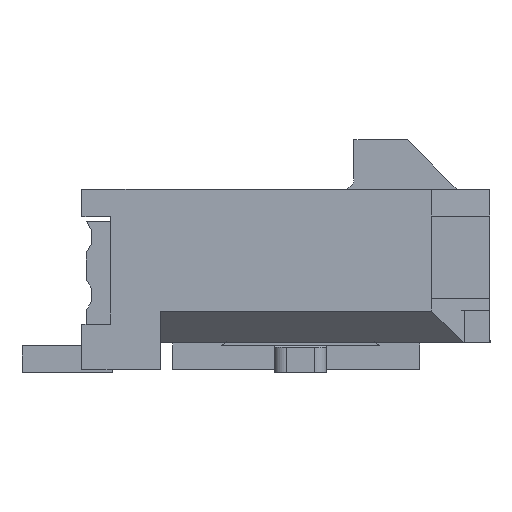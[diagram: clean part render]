
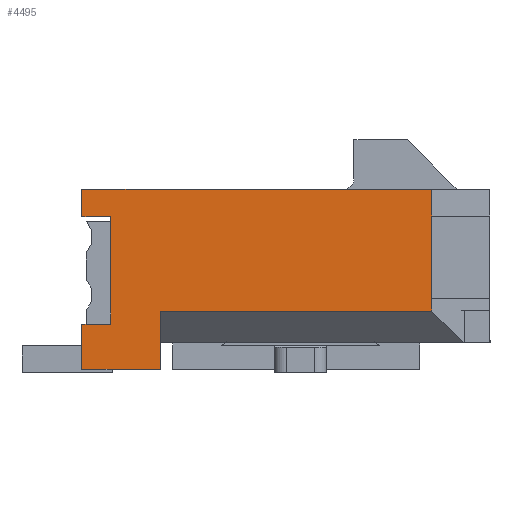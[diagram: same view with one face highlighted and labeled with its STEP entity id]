
A CAD part, left-side view. The second image highlights one B-rep face of the part: STEP entity #4495.
In plain terms, the highlighted planar face has unit normal (-1, 0, 0).
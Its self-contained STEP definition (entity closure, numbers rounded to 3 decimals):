
#506=ORIENTED_EDGE('',*,*,#1728,.T.);
#507=ORIENTED_EDGE('',*,*,#1729,.T.);
#508=ORIENTED_EDGE('',*,*,#1721,.T.);
#509=ORIENTED_EDGE('',*,*,#1730,.T.);
#510=ORIENTED_EDGE('',*,*,#1731,.F.);
#511=ORIENTED_EDGE('',*,*,#1732,.T.);
#512=ORIENTED_EDGE('',*,*,#1733,.F.);
#513=ORIENTED_EDGE('',*,*,#1734,.F.);
#514=ORIENTED_EDGE('',*,*,#1735,.F.);
#515=ORIENTED_EDGE('',*,*,#1455,.T.);
#516=ORIENTED_EDGE('',*,*,#1727,.T.);
#517=ORIENTED_EDGE('',*,*,#1736,.T.);
#1455=EDGE_CURVE('',#2105,#2104,#2528,.T.);
#1721=EDGE_CURVE('',#2310,#2311,#2794,.T.);
#1727=EDGE_CURVE('',#2104,#2315,#2800,.T.);
#1728=EDGE_CURVE('',#2316,#2317,#2801,.T.);
#1729=EDGE_CURVE('',#2317,#2310,#2802,.T.);
#1730=EDGE_CURVE('',#2311,#2318,#2803,.T.);
#1731=EDGE_CURVE('',#2319,#2318,#2804,.T.);
#1732=EDGE_CURVE('',#2319,#2320,#2805,.T.);
#1733=EDGE_CURVE('',#2321,#2320,#2806,.T.);
#1734=EDGE_CURVE('',#2322,#2321,#2807,.T.);
#1735=EDGE_CURVE('',#2105,#2322,#2808,.T.);
#1736=EDGE_CURVE('',#2315,#2316,#2809,.T.);
#2104=VERTEX_POINT('',#6464);
#2105=VERTEX_POINT('',#6466);
#2310=VERTEX_POINT('',#6985);
#2311=VERTEX_POINT('',#6986);
#2315=VERTEX_POINT('',#6996);
#2316=VERTEX_POINT('',#7000);
#2317=VERTEX_POINT('',#7001);
#2318=VERTEX_POINT('',#7004);
#2319=VERTEX_POINT('',#7006);
#2320=VERTEX_POINT('',#7008);
#2321=VERTEX_POINT('',#7010);
#2322=VERTEX_POINT('',#7012);
#2528=LINE('',#6465,#3163);
#2794=LINE('',#6984,#3429);
#2800=LINE('',#6997,#3435);
#2801=LINE('',#6999,#3436);
#2802=LINE('',#7002,#3437);
#2803=LINE('',#7003,#3438);
#2804=LINE('',#7005,#3439);
#2805=LINE('',#7007,#3440);
#2806=LINE('',#7009,#3441);
#2807=LINE('',#7011,#3442);
#2808=LINE('',#7013,#3443);
#2809=LINE('',#7014,#3444);
#3163=VECTOR('',#5257,1000.);
#3429=VECTOR('',#5619,1000.);
#3435=VECTOR('',#5627,1000.);
#3436=VECTOR('',#5630,1000.);
#3437=VECTOR('',#5631,1000.);
#3438=VECTOR('',#5632,1000.);
#3439=VECTOR('',#5633,1000.);
#3440=VECTOR('',#5634,1000.);
#3441=VECTOR('',#5635,1000.);
#3442=VECTOR('',#5636,1000.);
#3443=VECTOR('',#5637,1000.);
#3444=VECTOR('',#5638,1000.);
#3793=EDGE_LOOP('',(#506,#507,#508,#509,#510,#511,#512,#513,#514,#515,#516,
#517));
#4038=FACE_BOUND('',#3793,.T.);
#4272=PLANE('',#4961);
#4495=ADVANCED_FACE('',(#4038),#4272,.T.);
#4961=AXIS2_PLACEMENT_3D('',#6998,#5628,#5629);
#5257=DIRECTION('',(0.,1.,0.));
#5619=DIRECTION('',(0.,0.,-1.));
#5627=DIRECTION('',(0.,0.,-1.));
#5628=DIRECTION('',(-1.,0.,0.));
#5629=DIRECTION('',(0.,0.,1.));
#5630=DIRECTION('',(0.,0.,-1.));
#5631=DIRECTION('',(0.,1.,0.));
#5632=DIRECTION('',(0.,-1.,0.));
#5633=DIRECTION('',(0.,0.,-1.));
#5634=DIRECTION('',(0.,-1.,0.));
#5635=DIRECTION('',(0.,0.,-1.));
#5636=DIRECTION('',(0.,0.,-1.));
#5637=DIRECTION('',(0.,0.,-1.));
#5638=DIRECTION('',(0.,-1.,0.));
#6464=CARTESIAN_POINT('',(-7.825,4.95,2.185));
#6465=CARTESIAN_POINT('',(-7.825,-4.95,2.185));
#6466=CARTESIAN_POINT('',(-7.825,-3.536,2.185));
#6984=CARTESIAN_POINT('',(-7.825,4.95,2.185));
#6985=CARTESIAN_POINT('',(-7.825,4.95,-1.085));
#6986=CARTESIAN_POINT('',(-7.825,4.95,-2.185));
#6996=CARTESIAN_POINT('',(-7.825,4.95,1.515));
#6997=CARTESIAN_POINT('',(-7.825,4.95,2.185));
#6998=CARTESIAN_POINT('',(-7.825,0.,0.));
#6999=CARTESIAN_POINT('',(-7.825,4.25,0.));
#7000=CARTESIAN_POINT('',(-7.825,4.25,1.515));
#7001=CARTESIAN_POINT('',(-7.825,4.25,-1.085));
#7002=CARTESIAN_POINT('',(-7.825,0.,-1.085));
#7003=CARTESIAN_POINT('',(-7.825,4.95,-2.185));
#7004=CARTESIAN_POINT('',(-7.825,3.05,-2.185));
#7005=CARTESIAN_POINT('',(-7.825,3.05,-2.185));
#7006=CARTESIAN_POINT('',(-7.825,3.05,-0.771));
#7007=CARTESIAN_POINT('',(-7.825,3.05,-0.771));
#7008=CARTESIAN_POINT('',(-7.825,-3.536,-0.771));
#7009=CARTESIAN_POINT('',(-7.825,-3.536,0.));
#7010=CARTESIAN_POINT('',(-7.825,-3.536,-0.465));
#7011=CARTESIAN_POINT('',(-7.825,-3.536,1.535));
#7012=CARTESIAN_POINT('',(-7.825,-3.536,1.535));
#7013=CARTESIAN_POINT('',(-7.825,-3.536,0.));
#7014=CARTESIAN_POINT('',(-7.825,0.,1.515));
